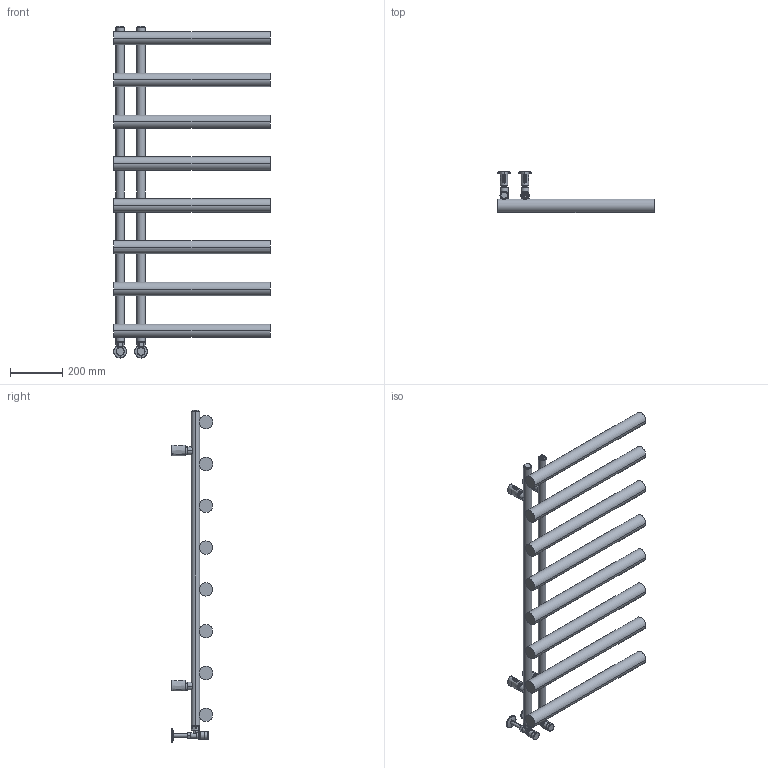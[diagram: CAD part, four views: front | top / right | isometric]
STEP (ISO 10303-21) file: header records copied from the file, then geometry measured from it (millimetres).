
FILE_DESCRIPTION (( 'STEP AP203' ), '1' );
FILE_NAME ('R36´ó¹Ü-1200x600.STEP', '2017-10-08T02:03:28', ( 'USER-' ), ( 'MS' ), 'SwSTEP 2.0', 'SolidWorks 2010', '' );
FILE_SCHEMA (( 'CONFIG_CONTROL_DESIGN' ));
Length unit declared in the file: millimetre
Products named in the file (11): R36湮奪-1200x600; 翋奪; RP0102-01_Default; 盓奪; 盓創諉芛; R01盓傅郋极; RP0101-02; M5X16坋趼蹟佪隊_GB_SOCKET_TYPE7 M5X16-C; 變瑞; 佪黑; 褒概
Assembly tree (27 placements, depth 3):
  R36湮奪-1200x600
    盓創諉芛  x4
    盓奪  x8
    褒概  x4
    變瑞
    R01盓傅郋极  x4
      RP0101-02
      RP0102-01_Default
      M5X16坋趼蹟佪隊_GB_SOCKET_TYPE7 M5X16-C
    佪黑
    翋奪  x2
Bounding box: 600 x 157.69 x 1270.5 mm (x, y, z)
Volume: 12112887.5 mm3; surface area: 1225382.7 mm2
Topology: 36 solids, 36 shells, 686 faces, 1676 edges, 1096 vertices
Faces by surface type: plane 306, cylinder 266, cone 58, torus 32, bspline 16, sphere 8
Entity records: 8205 total; most frequent: CARTESIAN_POINT 1789, DIRECTION 1040, ORIENTED_EDGE 976, EDGE_CURVE 488, AXIS2_PLACEMENT_3D 395, VERTEX_POINT 320, LINE 250, VECTOR 250
